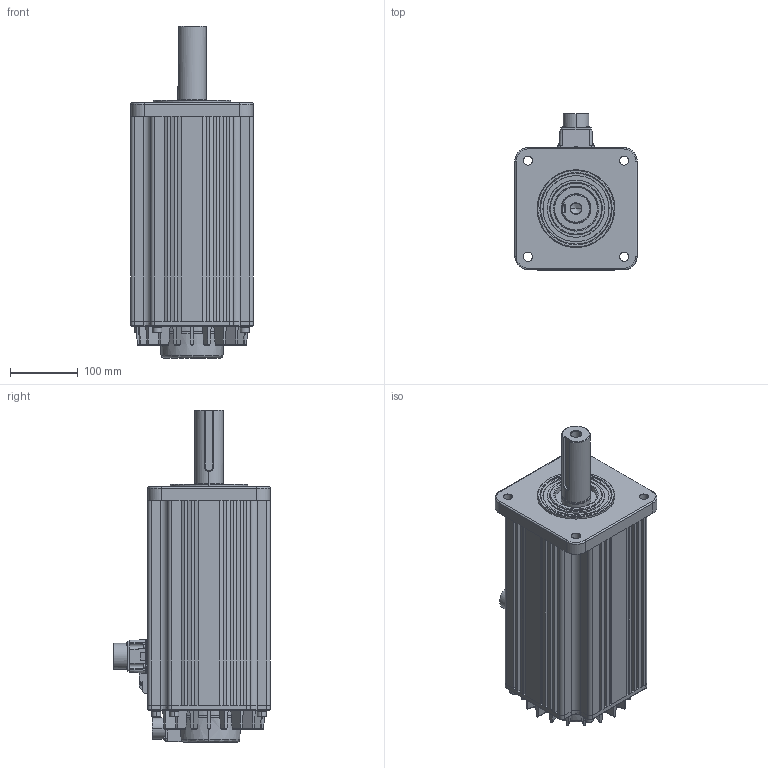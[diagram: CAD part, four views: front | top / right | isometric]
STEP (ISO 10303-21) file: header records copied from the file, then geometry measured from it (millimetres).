
FILE_DESCRIPTION (( 'STEP AP214' ), '1' );
FILE_NAME ('SV2H-475B.STEP', '2022-10-04T17:50:37', ( '' ), ( '' ), 'SwSTEP 2.0', 'SolidWorks 2021', '' );
FILE_SCHEMA (( 'AUTOMOTIVE_DESIGN' ));
Length unit declared in the file: inch
Products named in the file (1): SV2H-475B
Bounding box: 180 x 230.02 x 488.8 mm (x, y, z)
Volume: 10063494.3 mm3; surface area: 456331.7 mm2
Topology: 1 solids, 3 shells, 617 faces, 1539 edges, 988 vertices
Faces by surface type: plane 328, cylinder 190, cone 52, bspline 27, torus 20
Entity records: 32243 total; most frequent: CARTESIAN_POINT 19137, ORIENTED_EDGE 3074, DIRECTION 2017, EDGE_CURVE 1537, VERTEX_POINT 988, B_SPLINE_CURVE_WITH_KNOTS 765, EDGE_LOOP 687, AXIS2_PLACEMENT_3D 675
